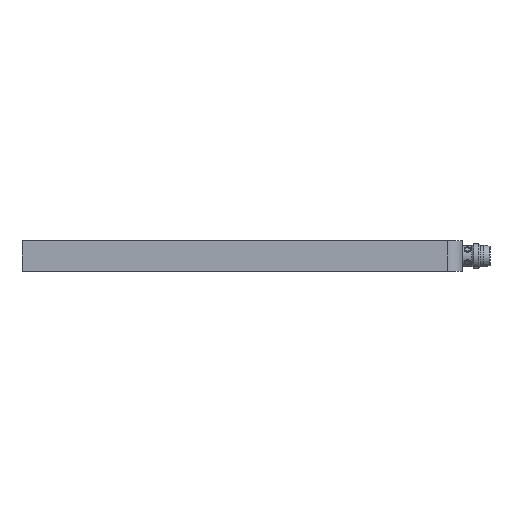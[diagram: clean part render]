
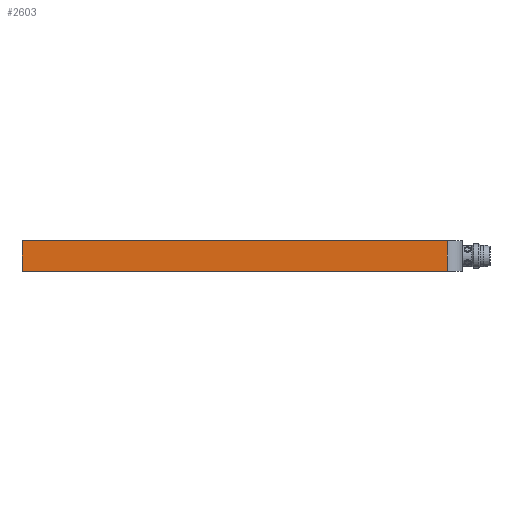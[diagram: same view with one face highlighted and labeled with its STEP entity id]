
A CAD part, front view. The second image highlights one B-rep face of the part: STEP entity #2603.
In plain terms, the highlighted planar face has unit normal (0, -1, 0).
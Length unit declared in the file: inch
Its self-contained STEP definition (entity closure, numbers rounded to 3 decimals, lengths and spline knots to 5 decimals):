
#51 = EDGE_LOOP ( 'NONE', ( #1750, #2127, #2015, #920 ) ) ;
#188 = VERTEX_POINT ( 'NONE', #2150 ) ;
#305 = EDGE_CURVE ( 'NONE', #2018, #188, #2185, .T. ) ;
#440 = EDGE_CURVE ( 'NONE', #188, #1632, #756, .T. ) ;
#687 = DIRECTION ( 'NONE',  ( 0., 0., 1. ) ) ;
#692 = EDGE_CURVE ( 'NONE', #2018, #2454, #2735, .T. ) ;
#756 = LINE ( 'NONE', #1090, #2660 ) ;
#890 = PLANE ( 'NONE',  #2693 ) ;
#909 = CARTESIAN_POINT ( 'NONE',  ( 5.47244, -1.45669, -0.19685 ) ) ;
#917 = VECTOR ( 'NONE', #1697, 39.37008 ) ;
#920 = ORIENTED_EDGE ( 'NONE', *, *, #692, .T. ) ;
#992 = CARTESIAN_POINT ( 'NONE',  ( 5.47244, -1.45669, 0.19685 ) ) ;
#1090 = CARTESIAN_POINT ( 'NONE',  ( 0., -1.45669, 0.19685 ) ) ;
#1286 = FACE_OUTER_BOUND ( 'NONE', #51, .T. ) ;
#1294 = VECTOR ( 'NONE', #2690, 39.37008 ) ;
#1390 = CARTESIAN_POINT ( 'NONE',  ( 0., -1.45669, 0.19685 ) ) ;
#1632 = VERTEX_POINT ( 'NONE', #2638 ) ;
#1697 = DIRECTION ( 'NONE',  ( 0., 0., -1. ) ) ;
#1750 = ORIENTED_EDGE ( 'NONE', *, *, #2065, .F. ) ;
#1835 = DIRECTION ( 'NONE',  ( 0., 1., 0. ) ) ;
#2015 = ORIENTED_EDGE ( 'NONE', *, *, #305, .F. ) ;
#2018 = VERTEX_POINT ( 'NONE', #2314 ) ;
#2065 = EDGE_CURVE ( 'NONE', #1632, #2454, #3185, .T. ) ;
#2108 = DIRECTION ( 'NONE',  ( 1., 0., 0. ) ) ;
#2127 = ORIENTED_EDGE ( 'NONE', *, *, #440, .F. ) ;
#2150 = CARTESIAN_POINT ( 'NONE',  ( 0., -1.45669, 0.19685 ) ) ;
#2185 = LINE ( 'NONE', #3028, #2893 ) ;
#2314 = CARTESIAN_POINT ( 'NONE',  ( 0., -1.45669, -0.19685 ) ) ;
#2454 = VERTEX_POINT ( 'NONE', #909 ) ;
#2603 = ADVANCED_FACE ( 'NONE', ( #1286 ), #890, .F. ) ;
#2638 = CARTESIAN_POINT ( 'NONE',  ( 5.47244, -1.45669, 0.19685 ) ) ;
#2660 = VECTOR ( 'NONE', #2108, 39.37008 ) ;
#2690 = DIRECTION ( 'NONE',  ( 1., 0., 0. ) ) ;
#2693 = AXIS2_PLACEMENT_3D ( 'NONE', #1390, #1835, #687 ) ;
#2735 = LINE ( 'NONE', #2946, #1294 ) ;
#2893 = VECTOR ( 'NONE', #3046, 39.37008 ) ;
#2946 = CARTESIAN_POINT ( 'NONE',  ( 5.47244, -1.45669, -0.19685 ) ) ;
#3028 = CARTESIAN_POINT ( 'NONE',  ( 0., -1.45669, 0.19685 ) ) ;
#3046 = DIRECTION ( 'NONE',  ( 0., 0., 1. ) ) ;
#3185 = LINE ( 'NONE', #992, #917 ) ;
